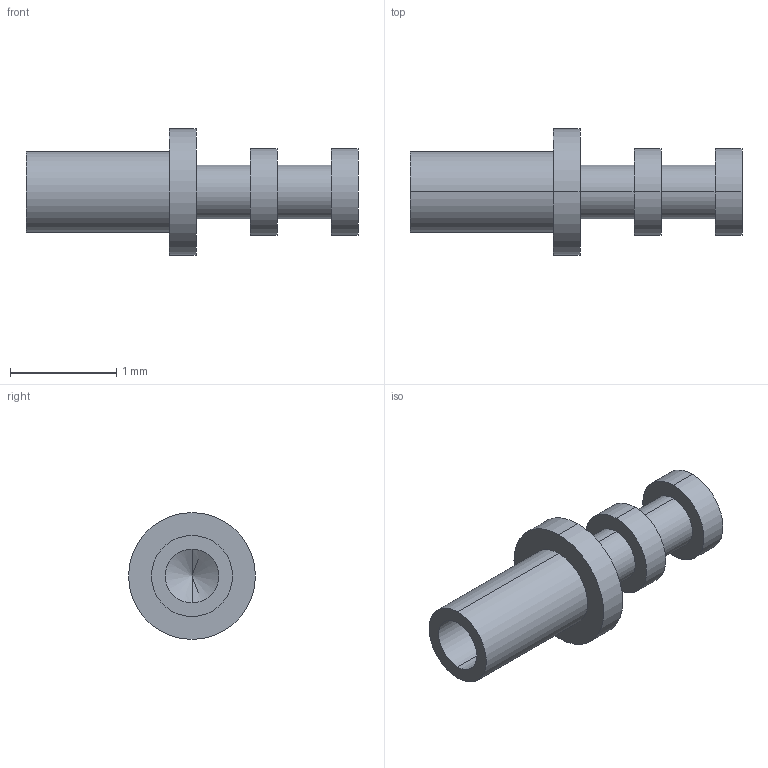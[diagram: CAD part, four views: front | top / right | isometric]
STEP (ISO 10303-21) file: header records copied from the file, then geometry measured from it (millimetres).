
FILE_DESCRIPTION (( 'STEP AP214' ), '1' );
FILE_NAME ('651B63D0-9660-4135-8A36-966811FD0B6A.STEP', '2023-01-27T15:51:50', ( '' ), ( '' ), 'SwSTEP 2.0', 'SolidWorks 2022', '' );
FILE_SCHEMA (( 'AUTOMOTIVE_DESIGN' ));
Length unit declared in the file: inch
Products named in the file (1): 651B63D0-9660-4135-8A36-966811FD0B6A
Bounding box: 3.12 x 1.19 x 1.19 mm (x, y, z)
Volume: 1.2 mm3; surface area: 11.9 mm2
Topology: 1 solids, 1 shells, 23 faces, 46 edges, 29 vertices
Faces by surface type: cylinder 14, plane 7, cone 2
Entity records: 638 total; most frequent: DIRECTION 120, CARTESIAN_POINT 97, ORIENTED_EDGE 88, AXIS2_PLACEMENT_3D 52, EDGE_CURVE 44, VERTEX_POINT 29, EDGE_LOOP 29, CIRCLE 28
